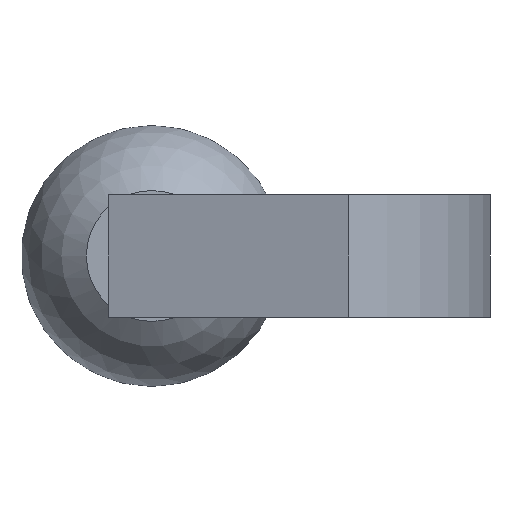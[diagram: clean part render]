
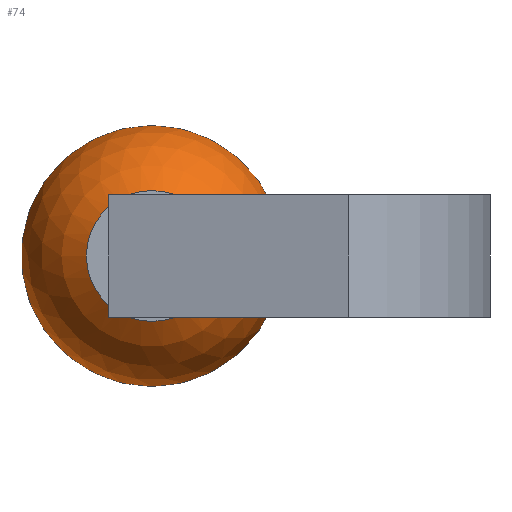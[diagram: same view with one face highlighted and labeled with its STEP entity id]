
A CAD part, left-side view. The second image highlights one B-rep face of the part: STEP entity #74.
In plain terms, the highlighted spherical face has radius 15 mm.
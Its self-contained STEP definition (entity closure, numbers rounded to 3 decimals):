
#74 = ADVANCED_FACE( '', ( #150, #151 ), #152, .T. );
#150 = FACE_BOUND( '', #223, .T. );
#151 = FACE_OUTER_BOUND( '', #224, .T. );
#152 = SPHERICAL_SURFACE( '', #225, 15. );
#223 = VERTEX_LOOP( '', #375 );
#224 = EDGE_LOOP( '', ( #376 ) );
#225 = AXIS2_PLACEMENT_3D( '', #377, #378, #379 );
#375 = VERTEX_POINT( '', #477 );
#376 = ORIENTED_EDGE( '', *, *, #442, .F. );
#377 = CARTESIAN_POINT( '', ( 146., 8.5, 0. ) );
#378 = DIRECTION( '', ( -1., 0., 0. ) );
#379 = DIRECTION( '', ( 0., -1., 0. ) );
#442 = EDGE_CURVE( '', #530, #530, #531, .T. );
#477 = CARTESIAN_POINT( '', ( 161., 8.5, 0. ) );
#530 = VERTEX_POINT( '', #642 );
#531 = CIRCLE( '', #643, 7.483 );
#642 = CARTESIAN_POINT( '', ( 133., 8.5, 7.483 ) );
#643 = AXIS2_PLACEMENT_3D( '', #750, #751, #752 );
#750 = CARTESIAN_POINT( '', ( 133., 8.5, 0. ) );
#751 = DIRECTION( '', ( -1., 0., 0. ) );
#752 = DIRECTION( '', ( 0., 0., 1. ) );
